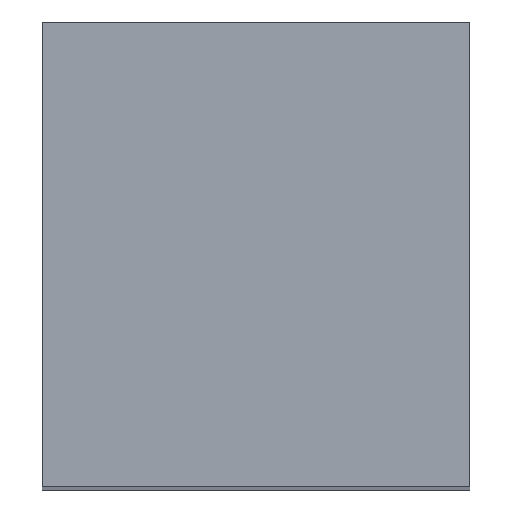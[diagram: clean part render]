
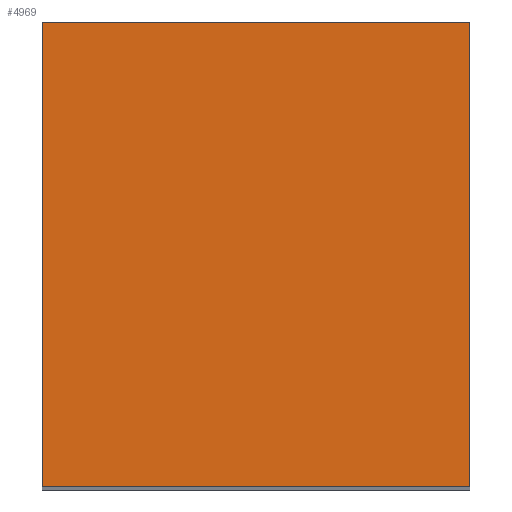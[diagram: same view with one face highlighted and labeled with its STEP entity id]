
A CAD part, top view. The second image highlights one B-rep face of the part: STEP entity #4969.
In plain terms, the highlighted planar face has unit normal (0, 0, 1).
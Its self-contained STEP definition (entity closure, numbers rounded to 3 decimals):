
#249=PLANE('',#5525);
#765=FACE_OUTER_BOUND('',#1091,.T.);
#1091=EDGE_LOOP('',(#4097,#4098,#4099,#4100));
#1430=LINE('',#9027,#1800);
#1431=LINE('',#9029,#1801);
#1432=LINE('',#9031,#1802);
#1433=LINE('',#9032,#1803);
#1800=VECTOR('',#6529,10.);
#1801=VECTOR('',#6530,10.);
#1802=VECTOR('',#6531,10.);
#1803=VECTOR('',#6532,10.);
#2365=VERTEX_POINT('',#9025);
#2366=VERTEX_POINT('',#9026);
#2367=VERTEX_POINT('',#9028);
#2368=VERTEX_POINT('',#9030);
#2974=EDGE_CURVE('',#2365,#2366,#1430,.T.);
#2975=EDGE_CURVE('',#2366,#2367,#1431,.T.);
#2976=EDGE_CURVE('',#2367,#2368,#1432,.T.);
#2977=EDGE_CURVE('',#2368,#2365,#1433,.T.);
#4097=ORIENTED_EDGE('',*,*,#2974,.T.);
#4098=ORIENTED_EDGE('',*,*,#2975,.T.);
#4099=ORIENTED_EDGE('',*,*,#2976,.T.);
#4100=ORIENTED_EDGE('',*,*,#2977,.T.);
#4969=ADVANCED_FACE('',(#765),#249,.T.);
#5525=AXIS2_PLACEMENT_3D('',#9024,#6527,#6528);
#6527=DIRECTION('center_axis',(0.,0.,1.));
#6528=DIRECTION('ref_axis',(1.,0.,0.));
#6529=DIRECTION('',(0.,1.,0.));
#6530=DIRECTION('',(-1.,0.,0.));
#6531=DIRECTION('',(0.,-1.,0.));
#6532=DIRECTION('',(1.,0.,0.));
#9024=CARTESIAN_POINT('Origin',(-166.678,-192.521,213.895));
#9025=CARTESIAN_POINT('',(-52.149,-317.034,213.895));
#9026=CARTESIAN_POINT('',(-52.149,-68.009,213.895));
#9027=CARTESIAN_POINT('',(-52.149,-192.521,213.895));
#9028=CARTESIAN_POINT('',(-281.207,-68.009,213.895));
#9029=CARTESIAN_POINT('',(-166.678,-68.009,213.895));
#9030=CARTESIAN_POINT('',(-281.207,-317.034,213.895));
#9031=CARTESIAN_POINT('',(-281.207,-192.521,213.895));
#9032=CARTESIAN_POINT('',(-166.678,-317.034,213.895));
